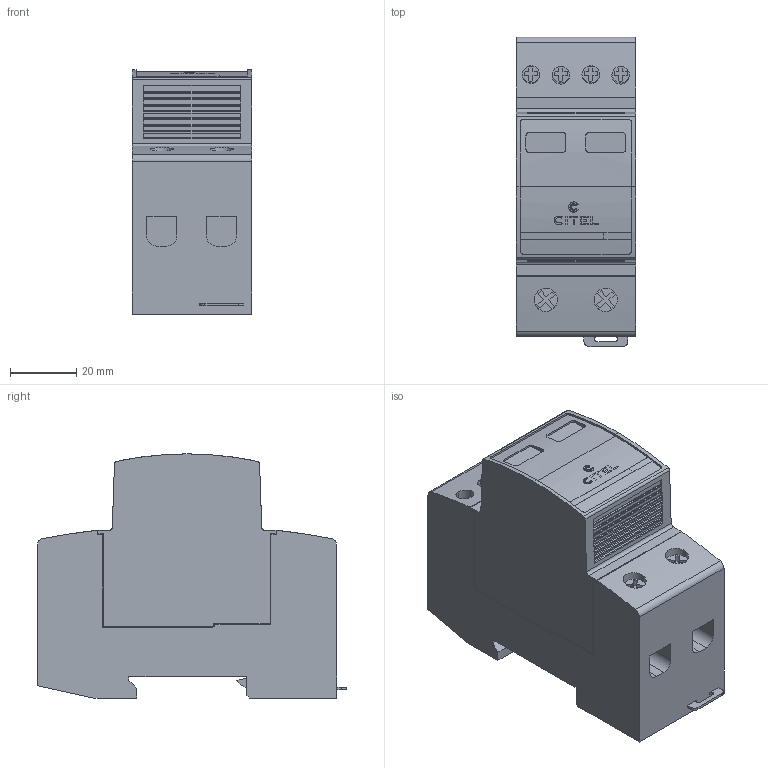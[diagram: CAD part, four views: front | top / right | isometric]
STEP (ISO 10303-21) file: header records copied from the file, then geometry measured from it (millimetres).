
FILE_DESCRIPTION(('STEP AP242'),'1');
FILE_NAME('dac15c-31-320.stp','2021-11-08T13:08:27',('TraceParts'),('TraceParts S.A.'),'Spatial InterOp 3D',' ',' ');
FILE_SCHEMA(('AP242_MANAGED_MODEL_BASED_3D_ENGINEERING_MIM_LF {1 0 10303 442 1 1 4}'));
Length unit declared in the file: millimetre
Products named in the file (1): dac15c-31-320
Bounding box: 36 x 93 x 73.51 mm (x, y, z)
Volume: 180720 mm3; surface area: 27223.1 mm2
Topology: 1 solids, 1 shells, 507 faces, 1376 edges, 913 vertices
Faces by surface type: plane 374, cylinder 133
Entity records: 21033 total; most frequent: CARTESIAN_POINT 3939, ORIENTED_EDGE 2752, DIRECTION 2651, EDGE_CURVE 1376, LINE 1001, VECTOR 1001, VERTEX_POINT 913, AXIS2_PLACEMENT_3D 825
